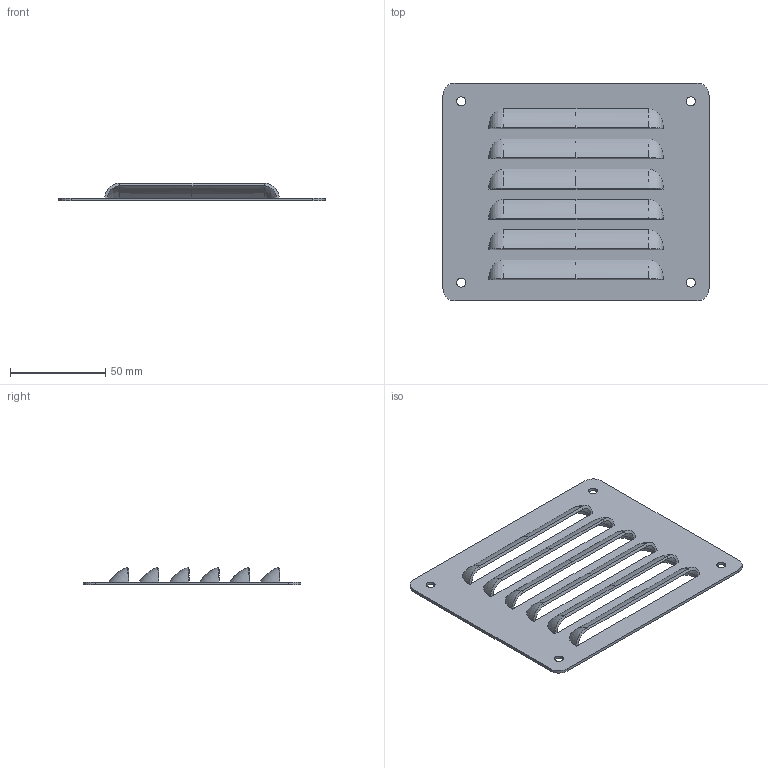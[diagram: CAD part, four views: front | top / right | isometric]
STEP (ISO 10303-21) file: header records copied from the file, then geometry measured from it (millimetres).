
FILE_DESCRIPTION (( 'STEP AP214' ), '1' );
FILE_NAME ('SCE-AVK43.STEP', '2022-09-02T15:30:19', ( '' ), ( '' ), 'SwSTEP 2.0', 'SolidWorks 2021', '' );
FILE_SCHEMA (( 'AUTOMOTIVE_DESIGN' ));
Length unit declared in the file: inch
Products named in the file (1): SCE-AVK43
Bounding box: 139.7 x 114.3 x 9.35 mm (x, y, z)
Volume: 27210.1 mm3; surface area: 38051 mm2
Topology: 1 solids, 1 shells, 108 faces, 264 edges, 158 vertices
Faces by surface type: bspline 48, cylinder 36, plane 24
Entity records: 16546 total; most frequent: CARTESIAN_POINT 14317, ORIENTED_EDGE 528, DIRECTION 298, EDGE_CURVE 264, VERTEX_POINT 158, EDGE_LOOP 128, B_SPLINE_CURVE_WITH_KNOTS 124, ADVANCED_FACE 108
